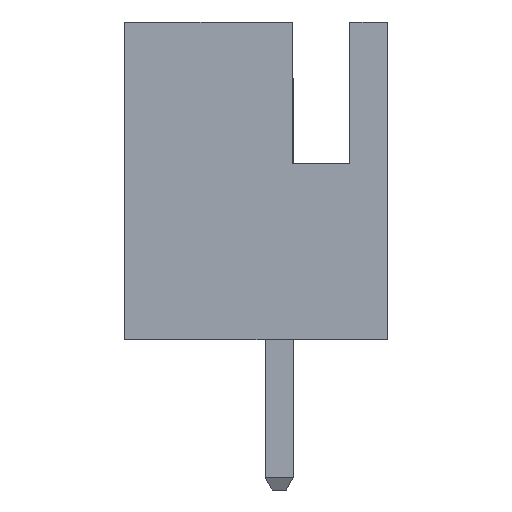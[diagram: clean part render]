
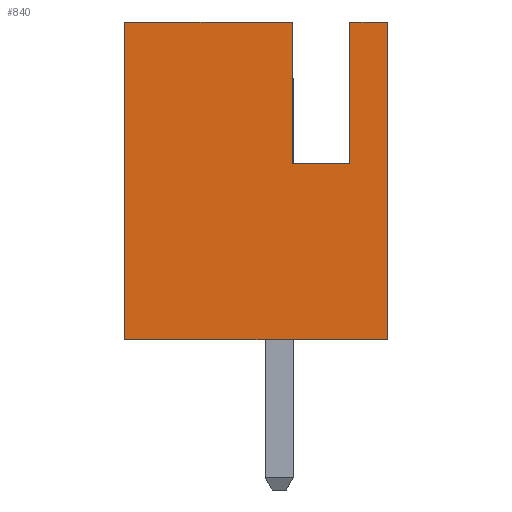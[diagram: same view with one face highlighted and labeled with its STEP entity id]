
A CAD part, left-side view. The second image highlights one B-rep face of the part: STEP entity #840.
In plain terms, the highlighted planar face has unit normal (-1, 0, 0).
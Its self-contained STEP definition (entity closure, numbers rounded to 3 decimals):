
#840=ADVANCED_FACE('',(#1605),#1607,.T.);
#1605=FACE_BOUND('',#1606,.T.);
#1606=EDGE_LOOP('',(#2232,#2233,#2234,#2235,#2236,#2237,#2238,#2239));
#1607=PLANE('',#1608);
#1608=AXIS2_PLACEMENT_3D('',#1609,#1610,#1611);
#1609=CARTESIAN_POINT('',(-2.55,0.,0.));
#1610=DIRECTION('',(-1.,0.,0.));
#1611=DIRECTION('',(0.,0.,-1.));
#2232=ORIENTED_EDGE('',*,*,#2637,.T.);
#2233=ORIENTED_EDGE('',*,*,#2638,.T.);
#2234=ORIENTED_EDGE('',*,*,#2524,.T.);
#2235=ORIENTED_EDGE('',*,*,#2639,.T.);
#2236=ORIENTED_EDGE('',*,*,#2487,.T.);
#2237=ORIENTED_EDGE('',*,*,#2636,.T.);
#2238=ORIENTED_EDGE('',*,*,#2640,.T.);
#2239=ORIENTED_EDGE('',*,*,#2641,.T.);
#2487=EDGE_CURVE('',#2800,#2798,#2801,.T.);
#2524=EDGE_CURVE('',#2865,#2863,#2866,.T.);
#2636=EDGE_CURVE('',#2798,#3036,#3038,.T.);
#2637=EDGE_CURVE('',#3039,#3040,#3041,.F.);
#2638=EDGE_CURVE('',#3040,#2865,#3042,.T.);
#2639=EDGE_CURVE('',#2863,#2800,#3043,.T.);
#2640=EDGE_CURVE('',#3036,#3044,#3045,.F.);
#2641=EDGE_CURVE('',#3044,#3039,#3046,.F.);
#2798=VERTEX_POINT('',#3327);
#2800=VERTEX_POINT('',#3331);
#2801=LINE('',#3332,#3333);
#2863=VERTEX_POINT('',#3466);
#2865=VERTEX_POINT('',#3470);
#2866=LINE('',#3471,#3472);
#3036=VERTEX_POINT('',#3863);
#3038=LINE('',#3867,#3868);
#3039=VERTEX_POINT('',#3870);
#3040=VERTEX_POINT('',#3871);
#3041=LINE('',#3872,#3873);
#3042=LINE('',#3875,#3876);
#3043=LINE('',#3878,#3879);
#3044=VERTEX_POINT('',#3881);
#3045=LINE('',#3882,#3883);
#3046=LINE('',#3885,#3886);
#3327=CARTESIAN_POINT('',(-2.55,-2.45,7.2));
#3331=CARTESIAN_POINT('',(-2.55,-2.45,0.));
#3332=CARTESIAN_POINT('',(-2.55,-2.45,0.));
#3333=VECTOR('',#3334,1.);
#3334=DIRECTION('',(0.,0.,1.));
#3466=CARTESIAN_POINT('',(-2.55,3.5,0.));
#3470=CARTESIAN_POINT('',(-2.55,3.5,7.2));
#3471=CARTESIAN_POINT('',(-2.55,3.5,7.2));
#3472=VECTOR('',#3473,1.);
#3473=DIRECTION('',(0.,0.,-1.));
#3863=CARTESIAN_POINT('',(-2.55,-1.6,7.2));
#3867=CARTESIAN_POINT('',(-2.55,-2.45,7.2));
#3868=VECTOR('',#3869,1.);
#3869=DIRECTION('',(0.,1.,0.));
#3870=CARTESIAN_POINT('',(-2.55,-0.3,4.));
#3871=CARTESIAN_POINT('',(-2.55,-0.3,7.2));
#3872=CARTESIAN_POINT('',(-2.55,-0.3,7.2));
#3873=VECTOR('',#3874,1.);
#3874=DIRECTION('',(0.,0.,-1.));
#3875=CARTESIAN_POINT('',(-2.55,-0.3,7.2));
#3876=VECTOR('',#3877,1.);
#3877=DIRECTION('',(0.,1.,0.));
#3878=CARTESIAN_POINT('',(-2.55,3.5,0.));
#3879=VECTOR('',#3880,1.);
#3880=DIRECTION('',(0.,-1.,0.));
#3881=CARTESIAN_POINT('',(-2.55,-1.6,4.));
#3882=CARTESIAN_POINT('',(-2.55,-1.6,4.));
#3883=VECTOR('',#3884,1.);
#3884=DIRECTION('',(0.,0.,1.));
#3885=CARTESIAN_POINT('',(-2.55,-0.3,4.));
#3886=VECTOR('',#3887,1.);
#3887=DIRECTION('',(0.,-1.,0.));
